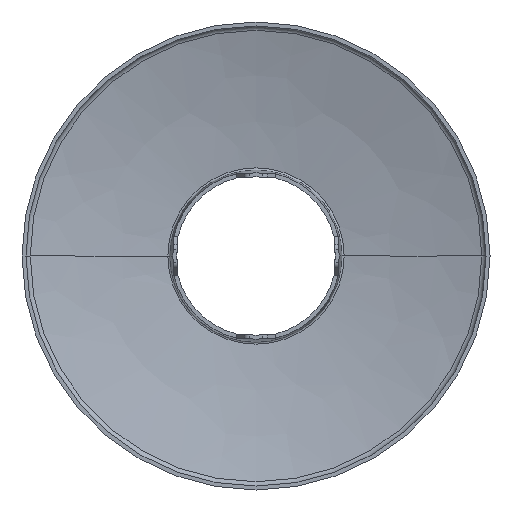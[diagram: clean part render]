
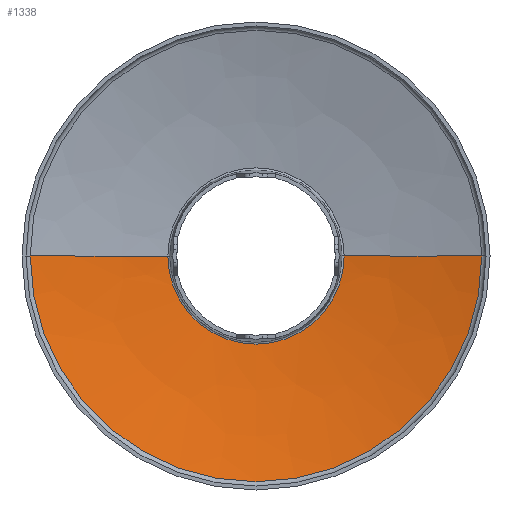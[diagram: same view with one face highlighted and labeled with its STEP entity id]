
A CAD part, front view. The second image highlights one B-rep face of the part: STEP entity #1338.
In plain terms, the highlighted free-form (B-spline) face has degree [3, 3] with [7, 4] control points.
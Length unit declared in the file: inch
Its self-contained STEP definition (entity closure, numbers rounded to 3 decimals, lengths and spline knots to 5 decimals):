
#489=CARTESIAN_POINT('',(0.,0.39679,0.));
#490=DIRECTION('',(0.,1.,0.));
#491=DIRECTION('',(1.,0.,0.));
#492=AXIS2_PLACEMENT_3D('',#489,#490,#491);
#494=CARTESIAN_POINT('',(-0.05217,-4.05516,0.));
#495=DIRECTION('',(0.,0.,1.));
#496=DIRECTION('',(0.268,0.963,0.));
#497=AXIS2_PLACEMENT_3D('',#494,#495,#496);
#499=CARTESIAN_POINT('',(0.05217,-4.05516,0.));
#500=DIRECTION('',(0.,0.,-1.));
#501=DIRECTION('',(-0.268,0.963,0.));
#502=AXIS2_PLACEMENT_3D('',#499,#500,#501);
#519=CARTESIAN_POINT('',(0.,0.26108,0.));
#520=DIRECTION('',(0.,1.,0.));
#521=DIRECTION('',(1.,0.,0.));
#522=AXIS2_PLACEMENT_3D('',#519,#520,#521);
#654=CARTESIAN_POINT('',(1.14804,0.26108,
0.));
#655=CARTESIAN_POINT('',(-1.14804,0.26108,
0.));
#656=VERTEX_POINT('',#654);
#657=VERTEX_POINT('',#655);
#658=CARTESIAN_POINT('',(-0.44833,0.39679,
0.));
#659=CARTESIAN_POINT('',(0.44833,0.39679,
0.));
#660=VERTEX_POINT('',#658);
#661=VERTEX_POINT('',#659);
#1300=CARTESIAN_POINT('',(-0.43329,0.39837,
0.02726));
#1301=CARTESIAN_POINT('',(-0.67897,0.37148,
0.04272));
#1302=CARTESIAN_POINT('',(-0.92159,0.32433,
0.05798));
#1303=CARTESIAN_POINT('',(-1.15949,0.25723,
0.07295));
#1304=CARTESIAN_POINT('',(-0.45007,0.39837,
-0.23939));
#1305=CARTESIAN_POINT('',(-0.70526,0.37148,
-0.37512));
#1306=CARTESIAN_POINT('',(-0.95727,0.32433,
-0.50916));
#1307=CARTESIAN_POINT('',(-1.20438,0.25723,
-0.6406));
#1308=CARTESIAN_POINT('',(-0.26717,0.39837,
-0.43415));
#1309=CARTESIAN_POINT('',(-0.41867,0.37148,
-0.68032));
#1310=CARTESIAN_POINT('',(-0.56827,0.32433,
-0.92341));
#1311=CARTESIAN_POINT('',(-0.71496,0.25723,
-1.16178));
#1312=CARTESIAN_POINT('',(0.,0.39837,-0.43415));
#1313=CARTESIAN_POINT('',(0.,0.37148,-0.68032));
#1314=CARTESIAN_POINT('',(0.,0.32433,-0.92341));
#1315=CARTESIAN_POINT('',(0.,0.25723,-1.16178));
#1316=CARTESIAN_POINT('',(0.26717,0.39837,
-0.43415));
#1317=CARTESIAN_POINT('',(0.41867,0.37148,
-0.68032));
#1318=CARTESIAN_POINT('',(0.56827,0.32433,
-0.92341));
#1319=CARTESIAN_POINT('',(0.71496,0.25723,
-1.16178));
#1320=CARTESIAN_POINT('',(0.45007,0.39837,
-0.23939));
#1321=CARTESIAN_POINT('',(0.70526,0.37148,
-0.37512));
#1322=CARTESIAN_POINT('',(0.95727,0.32433,
-0.50916));
#1323=CARTESIAN_POINT('',(1.20438,0.25723,
-0.6406));
#1324=CARTESIAN_POINT('',(0.43329,0.39837,
0.02726));
#1325=CARTESIAN_POINT('',(0.67897,0.37148,
0.04272));
#1326=CARTESIAN_POINT('',(0.92159,0.32433,
0.05798));
#1327=CARTESIAN_POINT('',(1.15949,0.25723,
0.07295));
#1328=(BOUNDED_SURFACE()B_SPLINE_SURFACE(3,3,((#1300,#1301,#1302,#1303),(#1304,
#1305,#1306,#1307),(#1308,#1309,#1310,#1311),(#1312,#1313,#1314,#1315),(#1316,
#1317,#1318,#1319),(#1320,#1321,#1322,#1323),(#1324,#1325,#1326,#1327)),
.UNSPECIFIED.,.F.,.F.,.F.)B_SPLINE_SURFACE_WITH_KNOTS((4,3,4),(4,4),(0.,1.,
2.),(0.,1.),.UNSPECIFIED.)GEOMETRIC_REPRESENTATION_ITEM()RATIONAL_B_SPLINE_SURFACE(((1.189,1.187,1.187,1.189),(
0.939,0.937,0.937,0.939),(
0.939,0.937,0.937,0.939),(
1.189,1.187,1.187,1.189),(
0.939,0.937,0.937,0.939),(
0.939,0.937,0.937,0.939),(
1.189,1.187,1.187,1.189)))REPRESENTATION_ITEM('')SURFACE());
#1329=ORIENTED_EDGE('',*,*,#1294,.F.);
#1331=ORIENTED_EDGE('',*,*,#1330,.F.);
#1333=ORIENTED_EDGE('',*,*,#1332,.T.);
#1335=ORIENTED_EDGE('',*,*,#1334,.T.);
#1336=EDGE_LOOP('',(#1329,#1331,#1333,#1335));
#1337=FACE_OUTER_BOUND('',#1336,.F.);
#1338=ADVANCED_FACE('',(#1337),#1328,.F.);
#493=CIRCLE('',#492,0.44833);
#498=CIRCLE('',#497,4.48);
#503=CIRCLE('',#502,4.48);
#523=CIRCLE('',#522,1.14804);
#1294=EDGE_CURVE('',#661,#660,#493,.T.);
#1330=EDGE_CURVE('',#656,#661,#498,.T.);
#1332=EDGE_CURVE('',#656,#657,#523,.T.);
#1334=EDGE_CURVE('',#657,#660,#503,.T.);
